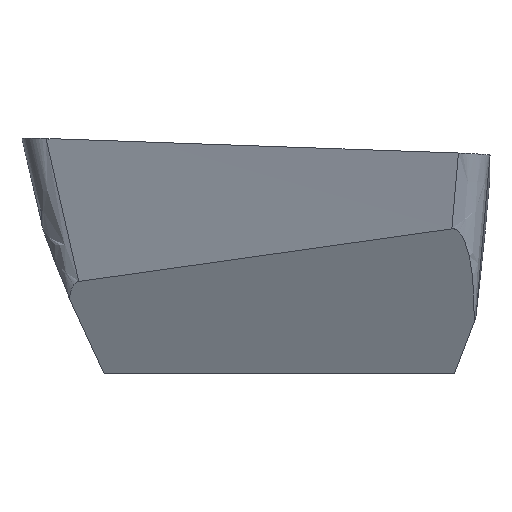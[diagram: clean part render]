
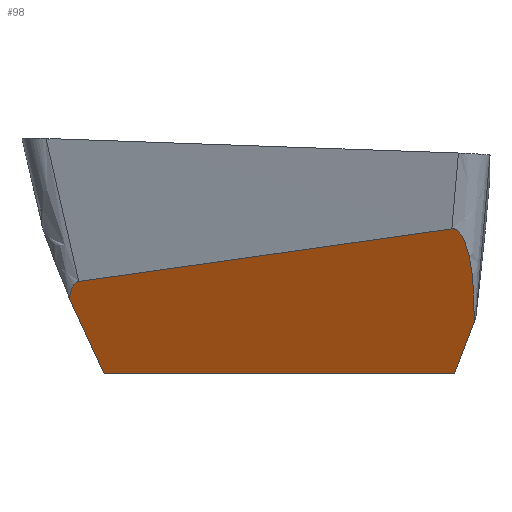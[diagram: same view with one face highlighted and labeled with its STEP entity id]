
A CAD part, left-side view. The second image highlights one B-rep face of the part: STEP entity #98.
In plain terms, the highlighted planar face has unit normal (-0.908, 0.098, -0.407).
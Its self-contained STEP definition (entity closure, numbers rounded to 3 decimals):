
#63=FACE_OUTER_BOUND('',#169,.T.);
#98=ADVANCED_FACE('',(#63),#133,.F.);
#133=PLANE('',#724);
#169=EDGE_LOOP('',(#215,#216,#217,#218,#219,#220));
#215=ORIENTED_EDGE('',*,*,#441,.T.);
#216=ORIENTED_EDGE('',*,*,#442,.T.);
#217=ORIENTED_EDGE('',*,*,#443,.F.);
#218=ORIENTED_EDGE('',*,*,#444,.T.);
#219=ORIENTED_EDGE('',*,*,#429,.T.);
#220=ORIENTED_EDGE('',*,*,#440,.T.);
#376=VERTEX_POINT('',#1023);
#377=VERTEX_POINT('',#1024);
#386=VERTEX_POINT('',#1086);
#387=VERTEX_POINT('',#1117);
#388=VERTEX_POINT('',#1119);
#389=VERTEX_POINT('',#1135);
#429=EDGE_CURVE('',#376,#377,#516,.T.);
#440=EDGE_CURVE('',#377,#386,#522,.T.);
#441=EDGE_CURVE('',#386,#387,#642,.T.);
#442=EDGE_CURVE('',#387,#388,#523,.T.);
#443=EDGE_CURVE('',#389,#388,#643,.T.);
#444=EDGE_CURVE('',#389,#376,#524,.T.);
#516=LINE('',#1022,#551);
#522=LINE('',#1087,#557);
#523=LINE('',#1118,#558);
#524=LINE('',#1136,#559);
#551=VECTOR('',#769,1.);
#557=VECTOR('',#781,1.);
#558=VECTOR('',#784,1.);
#559=VECTOR('',#785,1.);
#642=B_SPLINE_CURVE_WITH_KNOTS('',3,(#1089,#1090,#1091,#1092,#1093,#1094,
#1095,#1096,#1097,#1098,#1099,#1100,#1101,#1102,#1103,#1104,#1105,#1106,
#1107,#1108,#1109,#1110,#1111,#1112,#1113,#1114,#1115,#1116),
 .UNSPECIFIED.,.F.,.F.,(4,3,3,3,3,3,3,3,3,4),(0.,0.468,0.708,
0.793,0.877,0.924,0.954,
0.976,0.995,1.),.UNSPECIFIED.);
#643=B_SPLINE_CURVE_WITH_KNOTS('',3,(#1120,#1121,#1122,#1123,#1124,#1125,
#1126,#1127,#1128,#1129,#1130,#1131,#1132,#1133,#1134),.UNSPECIFIED.,.F.,
 .F.,(4,1,1,1,1,1,1,1,1,1,1,1,4),(0.,0.083,0.167,0.25,
0.333,0.417,0.5,0.583,0.667,0.75,
0.833,0.917,1.),.UNSPECIFIED.);
#724=AXIS2_PLACEMENT_3D('',#1137,#786,#787);
#769=DIRECTION('',(-0.108,-0.994,0.));
#781=DIRECTION('',(-0.416,-0.325,0.85));
#784=DIRECTION('',(0.167,0.976,-0.138));
#785=DIRECTION('',(0.34,-0.392,-0.855));
#786=DIRECTION('',(0.908,-0.098,0.407));
#787=DIRECTION('',(-0.404,0.044,0.914));
#1022=CARTESIAN_POINT('',(-3.365,2.638,-3.4));
#1023=CARTESIAN_POINT('',(-3.365,2.638,-3.4));
#1024=CARTESIAN_POINT('',(-3.91,-2.401,-3.4));
#1086=CARTESIAN_POINT('',(-4.278,-2.689,-2.647));
#1087=CARTESIAN_POINT('',(-3.91,-2.401,-3.4));
#1089=CARTESIAN_POINT('',(-4.278,-2.688,-2.647));
#1090=CARTESIAN_POINT('',(-4.377,-2.692,-2.426));
#1091=CARTESIAN_POINT('',(-4.476,-2.685,-2.204));
#1092=CARTESIAN_POINT('',(-4.572,-2.66,-1.984));
#1093=CARTESIAN_POINT('',(-4.622,-2.647,-1.87));
#1094=CARTESIAN_POINT('',(-4.671,-2.629,-1.756));
#1095=CARTESIAN_POINT('',(-4.718,-2.599,-1.644));
#1096=CARTESIAN_POINT('',(-4.734,-2.588,-1.605));
#1097=CARTESIAN_POINT('',(-4.75,-2.576,-1.566));
#1098=CARTESIAN_POINT('',(-4.766,-2.562,-1.528));
#1099=CARTESIAN_POINT('',(-4.781,-2.547,-1.49));
#1100=CARTESIAN_POINT('',(-4.796,-2.531,-1.452));
#1101=CARTESIAN_POINT('',(-4.81,-2.509,-1.417));
#1102=CARTESIAN_POINT('',(-4.818,-2.497,-1.396));
#1103=CARTESIAN_POINT('',(-4.825,-2.483,-1.377));
#1104=CARTESIAN_POINT('',(-4.831,-2.467,-1.36));
#1105=CARTESIAN_POINT('',(-4.835,-2.456,-1.349));
#1106=CARTESIAN_POINT('',(-4.838,-2.445,-1.339));
#1107=CARTESIAN_POINT('',(-4.84,-2.431,-1.331));
#1108=CARTESIAN_POINT('',(-4.842,-2.422,-1.325));
#1109=CARTESIAN_POINT('',(-4.843,-2.412,-1.32));
#1110=CARTESIAN_POINT('',(-4.843,-2.401,-1.317));
#1111=CARTESIAN_POINT('',(-4.843,-2.391,-1.315));
#1112=CARTESIAN_POINT('',(-4.842,-2.381,-1.314));
#1113=CARTESIAN_POINT('',(-4.841,-2.371,-1.314));
#1114=CARTESIAN_POINT('',(-4.84,-2.369,-1.314));
#1115=CARTESIAN_POINT('',(-4.84,-2.366,-1.315));
#1116=CARTESIAN_POINT('',(-4.84,-2.364,-1.315));
#1117=CARTESIAN_POINT('',(-4.84,-2.364,-1.315));
#1118=CARTESIAN_POINT('',(-4.84,-2.364,-1.315));
#1119=CARTESIAN_POINT('',(-3.92,3.001,-2.072));
#1120=CARTESIAN_POINT('',(-3.799,3.138,-2.309));
#1121=CARTESIAN_POINT('',(-3.806,3.136,-2.295));
#1122=CARTESIAN_POINT('',(-3.818,3.131,-2.268));
#1123=CARTESIAN_POINT('',(-3.835,3.123,-2.232));
#1124=CARTESIAN_POINT('',(-3.851,3.113,-2.2));
#1125=CARTESIAN_POINT('',(-3.864,3.103,-2.172));
#1126=CARTESIAN_POINT('',(-3.876,3.092,-2.148));
#1127=CARTESIAN_POINT('',(-3.887,3.08,-2.128));
#1128=CARTESIAN_POINT('',(-3.896,3.067,-2.11));
#1129=CARTESIAN_POINT('',(-3.903,3.054,-2.097));
#1130=CARTESIAN_POINT('',(-3.909,3.041,-2.087));
#1131=CARTESIAN_POINT('',(-3.914,3.027,-2.079));
#1132=CARTESIAN_POINT('',(-3.918,3.014,-2.074));
#1133=CARTESIAN_POINT('',(-3.92,3.005,-2.072));
#1134=CARTESIAN_POINT('',(-3.92,3.001,-2.072));
#1135=CARTESIAN_POINT('',(-3.799,3.138,-2.309));
#1136=CARTESIAN_POINT('',(-3.799,3.138,-2.309));
#1137=CARTESIAN_POINT('',(-7.717,5.004,6.89));
